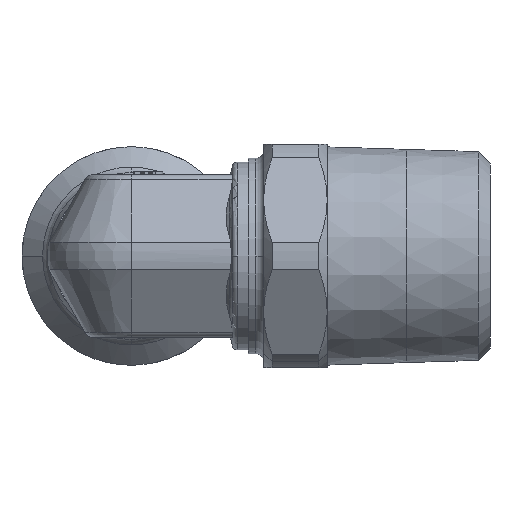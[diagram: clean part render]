
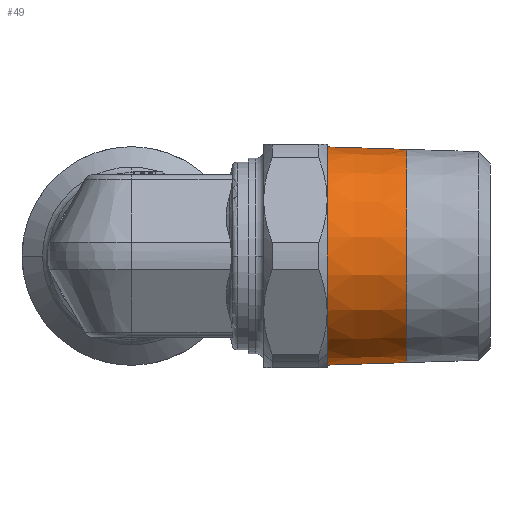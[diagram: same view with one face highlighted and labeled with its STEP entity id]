
A CAD part, left-side view. The second image highlights one B-rep face of the part: STEP entity #49.
In plain terms, the highlighted conical face has half-angle 1.79 degrees and reference radius 10.489 mm.
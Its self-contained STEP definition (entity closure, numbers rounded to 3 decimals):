
#49=ADVANCED_FACE('',(#230),#231,.T.);
#230=FACE_OUTER_BOUND('',#598,.T.);
#231=CONICAL_SURFACE('',#599,10.489,0.031);
#598=EDGE_LOOP('',(#981,#982,#983,#984));
#599=AXIS2_PLACEMENT_3D('',#985,#986,#987);
#981=ORIENTED_EDGE('',*,*,#2410,.F.);
#982=ORIENTED_EDGE('',*,*,#2411,.T.);
#983=ORIENTED_EDGE('',*,*,#2412,.F.);
#984=ORIENTED_EDGE('',*,*,#2413,.F.);
#985=CARTESIAN_POINT('',(0.0,-26.669,0.0));
#986=DIRECTION('',(-0.0,1.0,0.0));
#987=DIRECTION('',(0.,0.0,-1.0));
#2410=EDGE_CURVE('',#2874,#2875,#2876,.T.);
#2411=EDGE_CURVE('',#2874,#2877,#2878,.T.);
#2412=EDGE_CURVE('',#2879,#2877,#2880,.T.);
#2413=EDGE_CURVE('',#2875,#2879,#2881,.T.);
#2874=VERTEX_POINT('',#3636);
#2875=VERTEX_POINT('',#3637);
#2876=LINE('',#3638,#3639);
#2877=VERTEX_POINT('',#3640);
#2878=CIRCLE('',#3641,10.478);
#2879=VERTEX_POINT('',#3642);
#2880=LINE('',#3643,#3644);
#2881=CIRCLE('',#3645,10.721);
#3636=CARTESIAN_POINT('',(0.,-27.048,-10.478));
#3637=CARTESIAN_POINT('',(0.,-19.25,-10.721));
#3638=CARTESIAN_POINT('',(0.,-26.669,-10.489));
#3639=VECTOR('',#5686,1.0);
#3640=CARTESIAN_POINT('',(0.,-27.048,10.478));
#3641=AXIS2_PLACEMENT_3D('',#5687,#5688,#5689);
#3642=CARTESIAN_POINT('',(0.,-19.25,10.721));
#3643=CARTESIAN_POINT('',(0.,-26.669,10.489));
#3644=VECTOR('',#5690,1.0);
#3645=AXIS2_PLACEMENT_3D('',#5691,#5692,#5693);
#5686=DIRECTION('',(0.,1.,-0.031));
#5687=CARTESIAN_POINT('',(0.0,-27.05,0.0));
#5688=DIRECTION('',(0.0,1.0,0.0));
#5689=DIRECTION('',(0.,0.0,-1.0));
#5690=DIRECTION('',(0.,-1.,-0.031));
#5691=CARTESIAN_POINT('',(0.0,-19.25,0.0));
#5692=DIRECTION('',(0.0,1.0,0.0));
#5693=DIRECTION('',(0.,0.0,-1.0));
